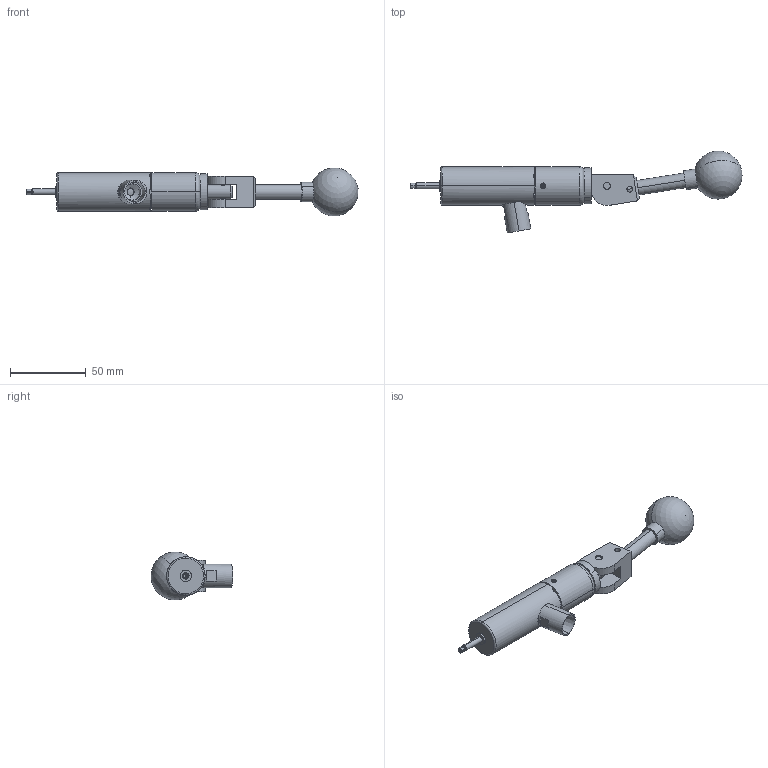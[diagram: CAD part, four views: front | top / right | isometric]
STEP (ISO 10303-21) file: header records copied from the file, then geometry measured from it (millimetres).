
FILE_DESCRIPTION (( 'STEP AP214' ), '1' );
FILE_NAME ('CTSC-003412.STEP', '2025-07-28T18:33:57', ( '' ), ( '' ), 'SwSTEP 2.0', 'SolidWorks 2023', '' );
FILE_SCHEMA (( 'AUTOMOTIVE_DESIGN' ));
Length unit declared in the file: inch
Products named in the file (1): CTSC-003412
Bounding box: 219.06 x 54.02 x 31.62 mm (x, y, z)
Volume: 80027 mm3; surface area: 22474.9 mm2
Topology: 7 solids, 7 shells, 256 faces, 610 edges, 380 vertices
Faces by surface type: cylinder 109, plane 92, cone 41, torus 9, bspline 3, sphere 2
Entity records: 11835 total; most frequent: CARTESIAN_POINT 2779, DIRECTION 1234, ORIENTED_EDGE 1206, EDGE_CURVE 603, AXIS2_PLACEMENT_3D 499, VERTEX_POINT 377, EDGE_LOOP 286, FACE_OUTER_BOUND 256
